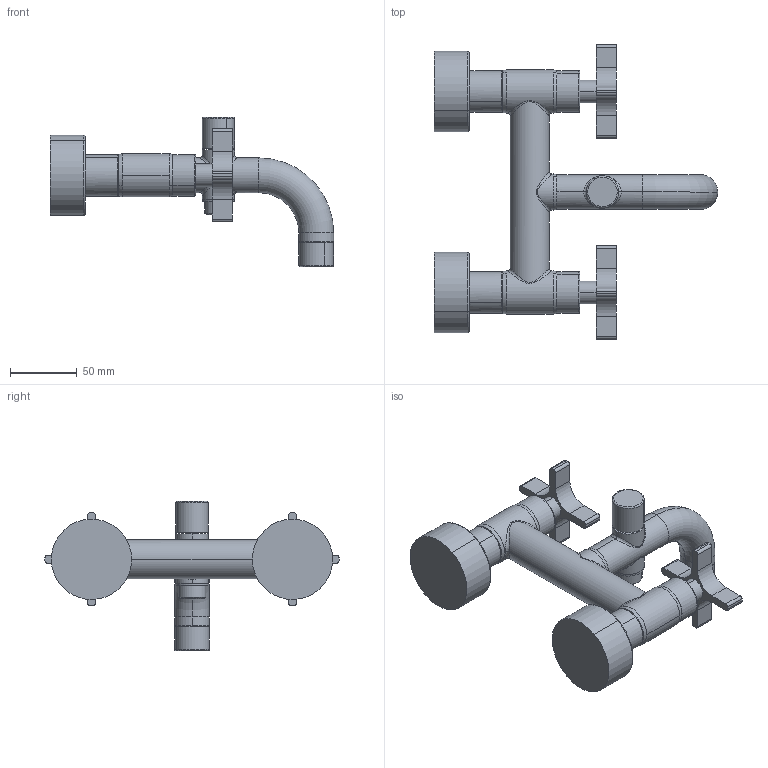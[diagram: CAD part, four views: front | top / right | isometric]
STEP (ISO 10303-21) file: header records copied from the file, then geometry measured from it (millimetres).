
FILE_DESCRIPTION(('CATIA V5 STEP Exchange','CAx-IF Rec.Pracs.--- Model Styling and Organization---1.5--- 2016-08-15','CAx-IF Rec.Pracs.---Supplemental Geometry---1.0---2011-11-01','CAx-IF Rec.Pracs.--- Composite Materials ---3.4---2017-06-13','CAx-IF Rec.Pracs.---Tessellated 3D Geometry---1.0---2015-12-17'),'2;1');
FILE_NAME('GS000130.stp','2022-09-16T13:26:42+00:00',('none'),('none'),'CATIA Version 5-6 Release 2020 SP2','CATIA V5 STEP AP242 v2','none');
FILE_SCHEMA(('AP242_MANAGED_MODEL_BASED_3D_ENGINEERING_MIM_LF {1 0 10303 442 1 1 4}'));
Products named in the file (1): Product2_AllCATPart
Bounding box: 211.5 x 219.5 x 111.5 mm (x, y, z)
Volume: 461622.4 mm3; surface area: 100321.8 mm2
Topology: 3 solids, 17 shells, 1583 faces, 4670 edges, 3039 vertices
Faces by surface type: plane 568, cylinder 558, cone 174, extrusion 164, torus 99, bspline 20
Entity records: 57962 total; most frequent: CARTESIAN_POINT 20948, ORIENTED_EDGE 9328, DIRECTION 5012, EDGE_CURVE 4664, VERTEX_POINT 3039, AXIS2_PLACEMENT_3D 2220, VECTOR 2080, LINE 1916
